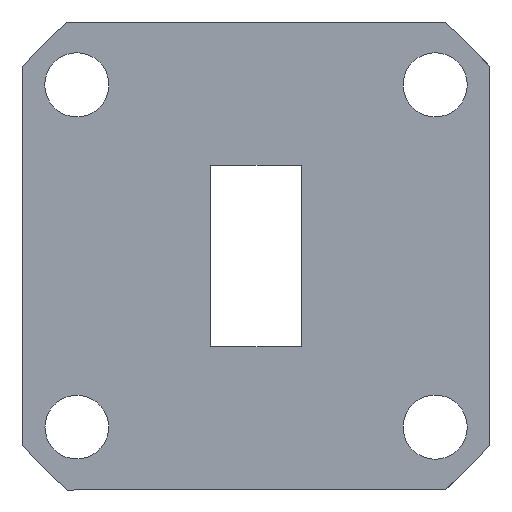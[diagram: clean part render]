
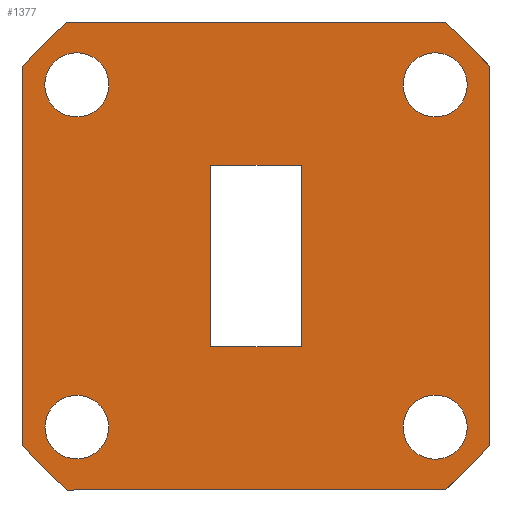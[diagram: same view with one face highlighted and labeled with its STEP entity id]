
A CAD part, left-side view. The second image highlights one B-rep face of the part: STEP entity #1377.
In plain terms, the highlighted planar face has unit normal (-1, 0, 0).
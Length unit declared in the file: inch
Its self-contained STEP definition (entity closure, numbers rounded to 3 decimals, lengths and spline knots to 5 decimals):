
#10 = EDGE_LOOP ( 'NONE', ( #722 ) ) ;
#28 = VERTEX_POINT ( 'NONE', #338 ) ;
#53 = PLANE ( 'NONE',  #257 ) ;
#70 = DIRECTION ( 'NONE',  ( 1., 0., 0. ) ) ;
#89 = DIRECTION ( 'NONE',  ( 1., 0., 0. ) ) ;
#93 = VERTEX_POINT ( 'NONE', #1070 ) ;
#106 = VERTEX_POINT ( 'NONE', #885 ) ;
#141 = EDGE_LOOP ( 'NONE', ( #1991 ) ) ;
#149 = VERTEX_POINT ( 'NONE', #2079 ) ;
#150 = LINE ( 'NONE', #2065, #1584 ) ;
#175 = CARTESIAN_POINT ( 'NONE',  ( 0., 0.4375, -0.35276 ) ) ;
#184 = CIRCLE ( 'NONE', #2054, 0.562 ) ;
#196 = LINE ( 'NONE', #515, #223 ) ;
#221 = VECTOR ( 'NONE', #1434, 39.37008 ) ;
#223 = VECTOR ( 'NONE', #1502, 39.37008 ) ;
#233 = CARTESIAN_POINT ( 'NONE',  ( 0., 0., 0. ) ) ;
#257 = AXIS2_PLACEMENT_3D ( 'NONE', #233, #622, #1078 ) ;
#287 = EDGE_CURVE ( 'NONE', #1025, #985, #1858, .T. ) ;
#338 = CARTESIAN_POINT ( 'NONE',  ( 0., -0.4375, -0.35276 ) ) ;
#347 = EDGE_CURVE ( 'NONE', #915, #556, #1301, .T. ) ;
#353 = CARTESIAN_POINT ( 'NONE',  ( 0., 0.085, -0.17 ) ) ;
#372 = LINE ( 'NONE', #1963, #400 ) ;
#384 = CARTESIAN_POINT ( 'NONE',  ( 0., -0.4375, 0.35276 ) ) ;
#400 = VECTOR ( 'NONE', #793, 39.37008 ) ;
#402 = EDGE_CURVE ( 'NONE', #93, #1025, #767, .T. ) ;
#428 = CARTESIAN_POINT ( 'NONE',  ( 0., -0.35276, -0.4375 ) ) ;
#464 = VERTEX_POINT ( 'NONE', #2194 ) ;
#484 = CARTESIAN_POINT ( 'NONE',  ( 0., 0.335, -0.32 ) ) ;
#510 = DIRECTION ( 'NONE',  ( 0., 1., 0. ) ) ;
#515 = CARTESIAN_POINT ( 'NONE',  ( 0., 0.085, 0.17 ) ) ;
#519 = CARTESIAN_POINT ( 'NONE',  ( 0., 0.085, 0.17 ) ) ;
#548 = VERTEX_POINT ( 'NONE', #1277 ) ;
#556 = VERTEX_POINT ( 'NONE', #1518 ) ;
#567 = ORIENTED_EDGE ( 'NONE', *, *, #714, .T. ) ;
#568 = DIRECTION ( 'NONE',  ( 1., 0., 0. ) ) ;
#612 = ORIENTED_EDGE ( 'NONE', *, *, #347, .F. ) ;
#615 = FACE_BOUND ( 'NONE', #10, .T. ) ;
#622 = DIRECTION ( 'NONE',  ( 1., 0., 0. ) ) ;
#625 = CARTESIAN_POINT ( 'NONE',  ( 0., 0.335, 0.32 ) ) ;
#628 = EDGE_CURVE ( 'NONE', #1635, #149, #196, .T. ) ;
#714 = EDGE_CURVE ( 'NONE', #149, #1276, #150, .T. ) ;
#722 = ORIENTED_EDGE ( 'NONE', *, *, #1044, .T. ) ;
#761 = CARTESIAN_POINT ( 'NONE',  ( 0., 0., 0. ) ) ;
#767 = CIRCLE ( 'NONE', #1470, 0.562 ) ;
#773 = LINE ( 'NONE', #1949, #1618 ) ;
#793 = DIRECTION ( 'NONE',  ( 0., 0., 1. ) ) ;
#841 = EDGE_CURVE ( 'NONE', #1856, #28, #773, .T. ) ;
#854 = VECTOR ( 'NONE', #510, 39.37008 ) ;
#874 = VERTEX_POINT ( 'NONE', #1920 ) ;
#885 = CARTESIAN_POINT ( 'NONE',  ( 0., -0.335, 0.26 ) ) ;
#898 = EDGE_LOOP ( 'NONE', ( #1621, #567, #2025, #1814 ) ) ;
#915 = VERTEX_POINT ( 'NONE', #428 ) ;
#923 = DIRECTION ( 'NONE',  ( 0., 0., -1. ) ) ;
#930 = DIRECTION ( 'NONE',  ( 0., 0., -1. ) ) ;
#964 = CARTESIAN_POINT ( 'NONE',  ( 0., -0.335, -0.32 ) ) ;
#985 = VERTEX_POINT ( 'NONE', #1319 ) ;
#988 = EDGE_LOOP ( 'NONE', ( #2076 ) ) ;
#1020 = LINE ( 'NONE', #2210, #854 ) ;
#1025 = VERTEX_POINT ( 'NONE', #1153 ) ;
#1026 = EDGE_CURVE ( 'NONE', #2193, #1635, #372, .T. ) ;
#1044 = EDGE_CURVE ( 'NONE', #548, #548, #1736, .T. ) ;
#1066 = EDGE_CURVE ( 'NONE', #985, #1856, #184, .T. ) ;
#1068 = AXIS2_PLACEMENT_3D ( 'NONE', #1255, #568, #923 ) ;
#1070 = CARTESIAN_POINT ( 'NONE',  ( 0., 0.4375, 0.35276 ) ) ;
#1074 = DIRECTION ( 'NONE',  ( 0., 0., -1. ) ) ;
#1078 = DIRECTION ( 'NONE',  ( 0., 0., -1. ) ) ;
#1081 = CARTESIAN_POINT ( 'NONE',  ( 0., 0.4375, -0.35276 ) ) ;
#1086 = DIRECTION ( 'NONE',  ( 0., -1., 0. ) ) ;
#1106 = CIRCLE ( 'NONE', #1328, 0.0595 ) ;
#1110 = CARTESIAN_POINT ( 'NONE',  ( 0., 0., 0. ) ) ;
#1111 = DIRECTION ( 'NONE',  ( 1., 0., 0. ) ) ;
#1123 = DIRECTION ( 'NONE',  ( 0., 0., -1. ) ) ;
#1129 = CARTESIAN_POINT ( 'NONE',  ( 0., 0., 0. ) ) ;
#1131 = EDGE_CURVE ( 'NONE', #464, #464, #1106, .T. ) ;
#1134 = DIRECTION ( 'NONE',  ( 1., 0., 0. ) ) ;
#1153 = CARTESIAN_POINT ( 'NONE',  ( 0., 0.35276, 0.4375 ) ) ;
#1194 = DIRECTION ( 'NONE',  ( 0., 0., -1. ) ) ;
#1201 = EDGE_CURVE ( 'NONE', #106, #106, #1457, .T. ) ;
#1209 = EDGE_LOOP ( 'NONE', ( #1495 ) ) ;
#1249 = ORIENTED_EDGE ( 'NONE', *, *, #1344, .F. ) ;
#1254 = ORIENTED_EDGE ( 'NONE', *, *, #1304, .F. ) ;
#1255 = CARTESIAN_POINT ( 'NONE',  ( 0., 0., 0. ) ) ;
#1276 = VERTEX_POINT ( 'NONE', #1730 ) ;
#1277 = CARTESIAN_POINT ( 'NONE',  ( 0., -0.335, -0.38 ) ) ;
#1288 = DIRECTION ( 'NONE',  ( 0., 0., -1. ) ) ;
#1297 = DIRECTION ( 'NONE',  ( 1., 0., 0. ) ) ;
#1301 = LINE ( 'NONE', #1442, #221 ) ;
#1304 = EDGE_CURVE ( 'NONE', #1748, #93, #2161, .T. ) ;
#1319 = CARTESIAN_POINT ( 'NONE',  ( 0., -0.35276, 0.4375 ) ) ;
#1328 = AXIS2_PLACEMENT_3D ( 'NONE', #484, #1338, #1194 ) ;
#1331 = FACE_BOUND ( 'NONE', #141, .T. ) ;
#1338 = DIRECTION ( 'NONE',  ( 1., 0., 0. ) ) ;
#1344 = EDGE_CURVE ( 'NONE', #28, #915, #1653, .T. ) ;
#1376 = CARTESIAN_POINT ( 'NONE',  ( 0., -0.335, 0.32 ) ) ;
#1377 = ADVANCED_FACE ( 'NONE', ( #1331, #615, #2046, #1454, #1589, #1559 ), #53, .F. ) ;
#1434 = DIRECTION ( 'NONE',  ( 0., 1., 0. ) ) ;
#1442 = CARTESIAN_POINT ( 'NONE',  ( 0., -0.35276, -0.4375 ) ) ;
#1446 = DIRECTION ( 'NONE',  ( 0., 0., -1. ) ) ;
#1449 = ORIENTED_EDGE ( 'NONE', *, *, #402, .F. ) ;
#1454 = FACE_BOUND ( 'NONE', #1209, .T. ) ;
#1457 = CIRCLE ( 'NONE', #2170, 0.06 ) ;
#1470 = AXIS2_PLACEMENT_3D ( 'NONE', #1129, #89, #1123 ) ;
#1495 = ORIENTED_EDGE ( 'NONE', *, *, #1201, .T. ) ;
#1502 = DIRECTION ( 'NONE',  ( 0., -1., 0. ) ) ;
#1518 = CARTESIAN_POINT ( 'NONE',  ( 0., 0.35276, -0.4375 ) ) ;
#1524 = DIRECTION ( 'NONE',  ( 0., 0., 1. ) ) ;
#1535 = DIRECTION ( 'NONE',  ( 0., 0., -1. ) ) ;
#1542 = AXIS2_PLACEMENT_3D ( 'NONE', #964, #1297, #1809 ) ;
#1559 = FACE_BOUND ( 'NONE', #898, .T. ) ;
#1577 = CARTESIAN_POINT ( 'NONE',  ( 0., 0.35276, 0.4375 ) ) ;
#1584 = VECTOR ( 'NONE', #1074, 39.37008 ) ;
#1589 = FACE_OUTER_BOUND ( 'NONE', #1971, .T. ) ;
#1618 = VECTOR ( 'NONE', #930, 39.37008 ) ;
#1620 = CIRCLE ( 'NONE', #1627, 0.562 ) ;
#1621 = ORIENTED_EDGE ( 'NONE', *, *, #628, .T. ) ;
#1627 = AXIS2_PLACEMENT_3D ( 'NONE', #761, #1111, #1446 ) ;
#1635 = VERTEX_POINT ( 'NONE', #519 ) ;
#1653 = CIRCLE ( 'NONE', #1068, 0.562 ) ;
#1682 = ORIENTED_EDGE ( 'NONE', *, *, #287, .F. ) ;
#1689 = EDGE_CURVE ( 'NONE', #1276, #2193, #1020, .T. ) ;
#1730 = CARTESIAN_POINT ( 'NONE',  ( 0., -0.085, -0.17 ) ) ;
#1731 = AXIS2_PLACEMENT_3D ( 'NONE', #625, #1134, #1981 ) ;
#1736 = CIRCLE ( 'NONE', #1542, 0.06 ) ;
#1748 = VERTEX_POINT ( 'NONE', #1081 ) ;
#1807 = ORIENTED_EDGE ( 'NONE', *, *, #1900, .F. ) ;
#1809 = DIRECTION ( 'NONE',  ( 0., 0., -1. ) ) ;
#1812 = ORIENTED_EDGE ( 'NONE', *, *, #1066, .F. ) ;
#1814 = ORIENTED_EDGE ( 'NONE', *, *, #1026, .T. ) ;
#1856 = VERTEX_POINT ( 'NONE', #384 ) ;
#1858 = LINE ( 'NONE', #1577, #1932 ) ;
#1900 = EDGE_CURVE ( 'NONE', #556, #1748, #1620, .T. ) ;
#1920 = CARTESIAN_POINT ( 'NONE',  ( 0., 0.335, 0.26 ) ) ;
#1932 = VECTOR ( 'NONE', #1086, 39.37008 ) ;
#1949 = CARTESIAN_POINT ( 'NONE',  ( 0., -0.4375, 0.35276 ) ) ;
#1963 = CARTESIAN_POINT ( 'NONE',  ( 0., 0.085, -0.17 ) ) ;
#1971 = EDGE_LOOP ( 'NONE', ( #1807, #612, #1249, #2112, #1812, #1682, #1449, #1254 ) ) ;
#1981 = DIRECTION ( 'NONE',  ( 0., 0., -1. ) ) ;
#1991 = ORIENTED_EDGE ( 'NONE', *, *, #1131, .T. ) ;
#2006 = CIRCLE ( 'NONE', #1731, 0.06 ) ;
#2020 = EDGE_CURVE ( 'NONE', #874, #874, #2006, .T. ) ;
#2025 = ORIENTED_EDGE ( 'NONE', *, *, #1689, .T. ) ;
#2046 = FACE_BOUND ( 'NONE', #988, .T. ) ;
#2054 = AXIS2_PLACEMENT_3D ( 'NONE', #1110, #70, #1288 ) ;
#2065 = CARTESIAN_POINT ( 'NONE',  ( 0., -0.085, 0.17 ) ) ;
#2076 = ORIENTED_EDGE ( 'NONE', *, *, #2020, .T. ) ;
#2078 = DIRECTION ( 'NONE',  ( 1., 0., 0. ) ) ;
#2079 = CARTESIAN_POINT ( 'NONE',  ( 0., -0.085, 0.17 ) ) ;
#2112 = ORIENTED_EDGE ( 'NONE', *, *, #841, .F. ) ;
#2161 = LINE ( 'NONE', #175, #2201 ) ;
#2170 = AXIS2_PLACEMENT_3D ( 'NONE', #1376, #2078, #1535 ) ;
#2193 = VERTEX_POINT ( 'NONE', #353 ) ;
#2194 = CARTESIAN_POINT ( 'NONE',  ( 0., 0.335, -0.3795 ) ) ;
#2201 = VECTOR ( 'NONE', #1524, 39.37008 ) ;
#2210 = CARTESIAN_POINT ( 'NONE',  ( 0., -0.085, -0.17 ) ) ;
